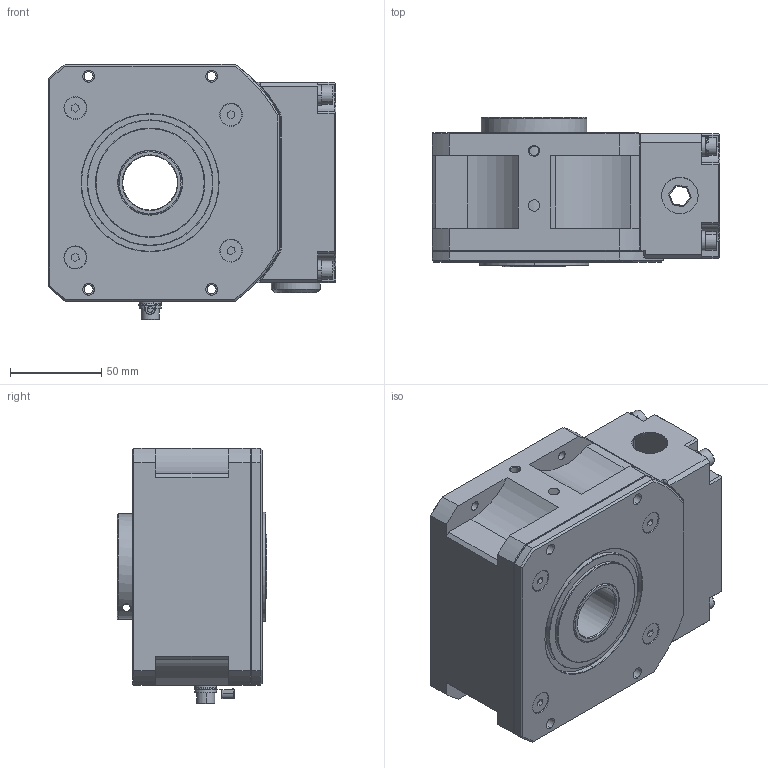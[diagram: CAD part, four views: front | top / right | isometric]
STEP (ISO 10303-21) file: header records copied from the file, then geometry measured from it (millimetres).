
FILE_DESCRIPTION (( 'STEP AP203' ), '1' );
FILE_NAME ('M038_MAUX30-E2R.STEP', '2018-05-31T14:57:22', ( '' ), ( '' ), 'SwSTEP 2.0', 'SolidWorks 2016', '' );
FILE_SCHEMA (( 'CONFIG_CONTROL_DESIGN' ));
Length unit declared in the file: millimetre
Products named in the file (1): M038_MAUX30-E2R
Bounding box: 158 x 82 x 140.19 mm (x, y, z)
Surface area: 117901.2 mm2 (no closed solid volume)
Topology: 0 solids, 31 shells, 449 faces, 1372 edges, 956 vertices
Faces by surface type: plane 215, cylinder 125, cone 82, torus 27
Entity records: 15841 total; most frequent: CARTESIAN_POINT 3512, DIRECTION 2588, ORIENTED_EDGE 2338, EDGE_CURVE 1372, VERTEX_POINT 956, AXIS2_PLACEMENT_3D 944, LINE 700, VECTOR 700
